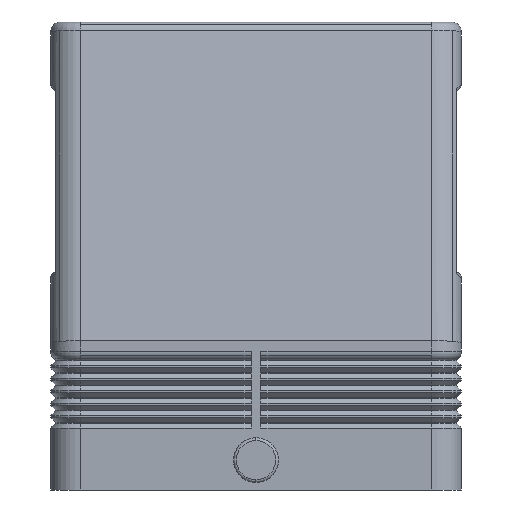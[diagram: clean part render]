
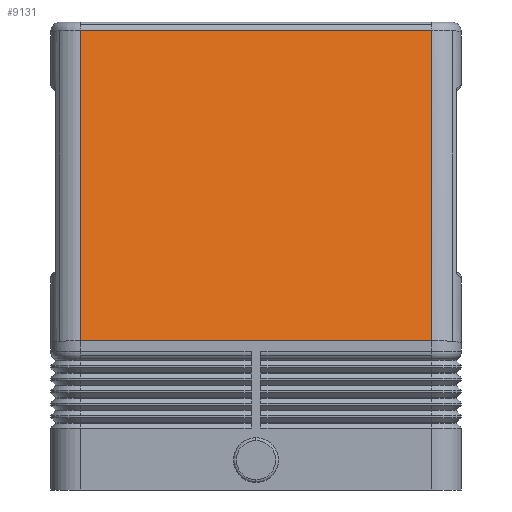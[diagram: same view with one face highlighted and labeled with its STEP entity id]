
A CAD part, left-side view. The second image highlights one B-rep face of the part: STEP entity #9131.
In plain terms, the highlighted planar face has unit normal (-0.985, 0, 0.173).
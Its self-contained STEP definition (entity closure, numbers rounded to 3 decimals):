
#611=CARTESIAN_POINT('',(-35.791,35.25,92.346));
#612=VERTEX_POINT('',#611);
#620=CARTESIAN_POINT('',(-35.791,-35.25,92.346));
#621=VERTEX_POINT('',#620);
#622=CARTESIAN_POINT('',(-35.791,35.25,92.346));
#623=DIRECTION('',(0.0,-1.0,0.0));
#624=VECTOR('',#623,70.5);
#625=LINE('',#622,#624);
#626=EDGE_CURVE('',#612,#621,#625,.T.);
#6529=CARTESIAN_POINT('',(-46.75,35.25,30.0));
#6530=VERTEX_POINT('',#6529);
#6538=CARTESIAN_POINT('',(-46.75,35.25,30.0));
#6539=DIRECTION('',(0.173,0.,0.985));
#6540=VECTOR('',#6539,63.302);
#6541=LINE('',#6538,#6540);
#6542=EDGE_CURVE('',#6530,#612,#6541,.T.);
#7049=CARTESIAN_POINT('',(-46.75,-35.25,30.0));
#7050=VERTEX_POINT('',#7049);
#7051=CARTESIAN_POINT('',(-35.791,-35.25,92.346));
#7052=DIRECTION('',(-0.173,0.0,-0.985));
#7053=VECTOR('',#7052,63.302);
#7054=LINE('',#7051,#7053);
#7055=EDGE_CURVE('',#621,#7050,#7054,.T.);
#8027=CARTESIAN_POINT('',(-46.75,-35.25,30.0));
#8028=DIRECTION('',(0.0,1.0,0.0));
#8029=VECTOR('',#8028,70.5);
#8030=LINE('',#8027,#8029);
#8031=EDGE_CURVE('',#7050,#6530,#8030,.T.);
#9120=CARTESIAN_POINT('',(-35.5,0.0,94.));
#9121=DIRECTION('',(-0.985,0.0,0.173));
#9122=DIRECTION('',(0.173,0.0,0.985));
#9123=AXIS2_PLACEMENT_3D('',#9120,#9121,#9122);
#9124=PLANE('',#9123);
#9125=ORIENTED_EDGE('',*,*,#6542,.F.);
#9126=ORIENTED_EDGE('',*,*,#8031,.F.);
#9127=ORIENTED_EDGE('',*,*,#7055,.F.);
#9128=ORIENTED_EDGE('',*,*,#626,.F.);
#9129=EDGE_LOOP('',(#9125,#9126,#9127,#9128));
#9130=FACE_OUTER_BOUND('',#9129,.T.);
#9131=ADVANCED_FACE('',(#9130),#9124,.T.);
